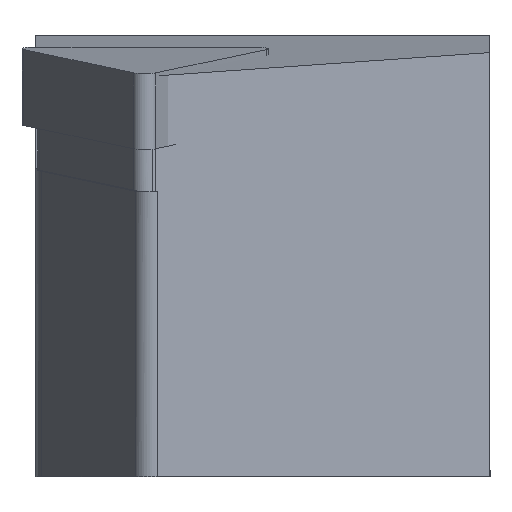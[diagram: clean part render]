
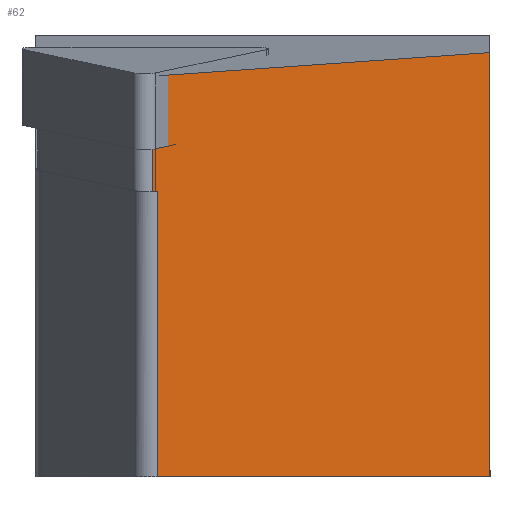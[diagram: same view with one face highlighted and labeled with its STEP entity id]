
A CAD part, left-side view. The second image highlights one B-rep face of the part: STEP entity #62.
In plain terms, the highlighted planar face has unit normal (-0.861, -0.497, -0.106).
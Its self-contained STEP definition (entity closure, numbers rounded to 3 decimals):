
#62=ADVANCED_FACE('',(#128),#97,.F.);
#97=PLANE('',#720);
#128=FACE_OUTER_BOUND('',#165,.T.);
#165=EDGE_LOOP('',(#372,#373,#374,#375,#376,#377));
#199=LINE('',#977,#271);
#202=LINE('',#984,#274);
#212=LINE('',#1013,#284);
#213=LINE('',#1015,#285);
#214=LINE('',#1017,#286);
#215=LINE('',#1018,#287);
#271=VECTOR('',#784,1.);
#274=VECTOR('',#789,1.);
#284=VECTOR('',#815,1.);
#285=VECTOR('',#818,1.);
#286=VECTOR('',#819,1.);
#287=VECTOR('',#820,1.);
#372=ORIENTED_EDGE('',*,*,#597,.F.);
#373=ORIENTED_EDGE('',*,*,#615,.F.);
#374=ORIENTED_EDGE('',*,*,#616,.F.);
#375=ORIENTED_EDGE('',*,*,#617,.F.);
#376=ORIENTED_EDGE('',*,*,#600,.F.);
#377=ORIENTED_EDGE('',*,*,#618,.T.);
#535=VERTEX_POINT('',#976);
#536=VERTEX_POINT('',#978);
#538=VERTEX_POINT('',#983);
#539=VERTEX_POINT('',#985);
#549=VERTEX_POINT('',#1012);
#550=VERTEX_POINT('',#1016);
#597=EDGE_CURVE('',#535,#536,#199,.T.);
#600=EDGE_CURVE('',#538,#539,#202,.T.);
#615=EDGE_CURVE('',#549,#535,#212,.T.);
#616=EDGE_CURVE('',#550,#549,#213,.T.);
#617=EDGE_CURVE('',#539,#550,#214,.T.);
#618=EDGE_CURVE('',#538,#536,#215,.T.);
#720=AXIS2_PLACEMENT_3D('',#1019,#821,#822);
#784=DIRECTION('',(-0.493,0.868,-0.061));
#789=DIRECTION('',(0.493,-0.868,0.061));
#815=DIRECTION('',(-0.122,0.,0.993));
#818=DIRECTION('',(-0.5,0.866,0.));
#819=DIRECTION('',(0.122,0.,-0.993));
#820=DIRECTION('',(0.122,0.,-0.993));
#821=DIRECTION('',(0.861,0.497,0.106));
#822=DIRECTION('',(0.5,-0.866,0.));
#976=CARTESIAN_POINT('',(3.035,20.691,-7.224));
#977=CARTESIAN_POINT('',(3.035,20.691,-7.224));
#978=CARTESIAN_POINT('',(2.848,21.02,-7.247));
#983=CARTESIAN_POINT('',(1.965,21.02,-0.061));
#984=CARTESIAN_POINT('',(2.153,20.691,-0.038));
#985=CARTESIAN_POINT('',(13.921,0.,1.407));
#1012=CARTESIAN_POINT('',(5.218,20.691,-25.));
#1013=CARTESIAN_POINT('',(8.21,20.691,-49.367));
#1015=CARTESIAN_POINT('',(5.966,19.395,-25.));
#1016=CARTESIAN_POINT('',(17.164,0.,-25.));
#1017=CARTESIAN_POINT('',(19.978,0.,-47.922));
#1018=CARTESIAN_POINT('',(8.022,21.02,-49.39));
#1019=CARTESIAN_POINT('',(8.21,20.691,-49.367));
